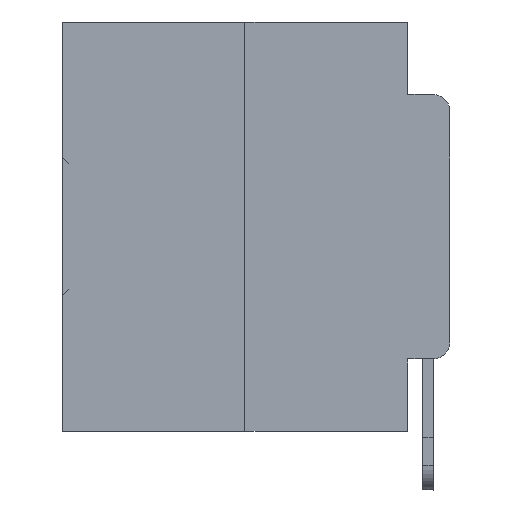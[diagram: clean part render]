
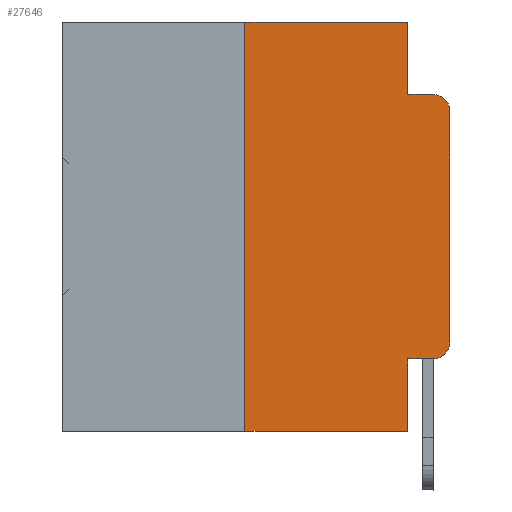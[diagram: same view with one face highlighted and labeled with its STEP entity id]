
A CAD part, left-side view. The second image highlights one B-rep face of the part: STEP entity #27646.
In plain terms, the highlighted planar face has unit normal (-1, 0, 0).
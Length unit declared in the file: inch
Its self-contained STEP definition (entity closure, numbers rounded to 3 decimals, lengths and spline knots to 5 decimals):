
#112 = LINE ( 'NONE', #34082, #17169 ) ;
#181 = VECTOR ( 'NONE', #32521, 39.37008 ) ;
#661 = VERTEX_POINT ( 'NONE', #9520 ) ;
#1334 = CARTESIAN_POINT ( 'NONE',  ( 0., 0.051, -0.0885 ) ) ;
#1986 = EDGE_CURVE ( 'NONE', #661, #9339, #29396, .T. ) ;
#2079 = VECTOR ( 'NONE', #17549, 39.37008 ) ;
#2572 = PLANE ( 'NONE',  #14375 ) ;
#3724 = VERTEX_POINT ( 'NONE', #13924 ) ;
#3932 = CARTESIAN_POINT ( 'NONE',  ( 0., 0., 0. ) ) ;
#4517 = LINE ( 'NONE', #35342, #17094 ) ;
#4826 = CIRCLE ( 'NONE', #31533, 0.02 ) ;
#4828 = ORIENTED_EDGE ( 'NONE', *, *, #24419, .F. ) ;
#4995 = DIRECTION ( 'NONE',  ( 1., 0., 0. ) ) ;
#5544 = DIRECTION ( 'NONE',  ( 0., 0., -1. ) ) ;
#5951 = ORIENTED_EDGE ( 'NONE', *, *, #32486, .F. ) ;
#5988 = CARTESIAN_POINT ( 'NONE',  ( 0., 0.25, 0. ) ) ;
#6255 = CARTESIAN_POINT ( 'NONE',  ( 0., 0.051, -0.4115 ) ) ;
#7419 = EDGE_CURVE ( 'NONE', #29957, #8405, #12475, .T. ) ;
#7688 = VECTOR ( 'NONE', #32679, 39.37008 ) ;
#8405 = VERTEX_POINT ( 'NONE', #10416 ) ;
#8668 = DIRECTION ( 'NONE',  ( 0., -1., 0. ) ) ;
#8744 = ORIENTED_EDGE ( 'NONE', *, *, #26279, .T. ) ;
#9339 = VERTEX_POINT ( 'NONE', #16461 ) ;
#9520 = CARTESIAN_POINT ( 'NONE',  ( 0., 0., -0.3915 ) ) ;
#10061 = DIRECTION ( 'NONE',  ( 0., 0., -1. ) ) ;
#10416 = CARTESIAN_POINT ( 'NONE',  ( 0., 0.051, -0.5 ) ) ;
#10543 = CARTESIAN_POINT ( 'NONE',  ( 0., 0.051, 0. ) ) ;
#10918 = EDGE_CURVE ( 'NONE', #20140, #24306, #4517, .T. ) ;
#11047 = ORIENTED_EDGE ( 'NONE', *, *, #15495, .T. ) ;
#11998 = CARTESIAN_POINT ( 'NONE',  ( 0., 0.051, -0.0885 ) ) ;
#12475 = LINE ( 'NONE', #23967, #7688 ) ;
#12587 = CARTESIAN_POINT ( 'NONE',  ( 0., 0.051, -0.4115 ) ) ;
#12923 = CARTESIAN_POINT ( 'NONE',  ( 0., 0.02, -0.0885 ) ) ;
#13924 = CARTESIAN_POINT ( 'NONE',  ( 0., 0.02, -0.4115 ) ) ;
#13975 = DIRECTION ( 'NONE',  ( 0., 0., -1. ) ) ;
#14156 = CARTESIAN_POINT ( 'NONE',  ( 0., 0.02, -0.3915 ) ) ;
#14375 = AXIS2_PLACEMENT_3D ( 'NONE', #25450, #4995, #19698 ) ;
#14683 = VECTOR ( 'NONE', #23901, 39.37008 ) ;
#15345 = EDGE_LOOP ( 'NONE', ( #32681, #8744, #5951, #4828, #25798, #26862, #25327, #16996, #11047, #28503 ) ) ;
#15368 = LINE ( 'NONE', #12587, #14683 ) ;
#15495 = EDGE_CURVE ( 'NONE', #29957, #3724, #15368, .T. ) ;
#15639 = CARTESIAN_POINT ( 'NONE',  ( 0., 0.051, 0. ) ) ;
#16461 = CARTESIAN_POINT ( 'NONE',  ( 0., 0., -0.1085 ) ) ;
#16996 = ORIENTED_EDGE ( 'NONE', *, *, #7419, .F. ) ;
#17094 = VECTOR ( 'NONE', #18475, 39.37008 ) ;
#17169 = VECTOR ( 'NONE', #8668, 39.37008 ) ;
#17549 = DIRECTION ( 'NONE',  ( 0., -1., 0. ) ) ;
#17719 = EDGE_CURVE ( 'NONE', #20140, #8405, #112, .T. ) ;
#18317 = VECTOR ( 'NONE', #10061, 39.37008 ) ;
#18425 = LINE ( 'NONE', #15639, #18317 ) ;
#18475 = DIRECTION ( 'NONE',  ( 0., 0., 1. ) ) ;
#19134 = DIRECTION ( 'NONE',  ( -1., 0., 0. ) ) ;
#19369 = VERTEX_POINT ( 'NONE', #1334 ) ;
#19624 = AXIS2_PLACEMENT_3D ( 'NONE', #30453, #19134, #5544 ) ;
#19698 = DIRECTION ( 'NONE',  ( 0., 0., -1. ) ) ;
#20140 = VERTEX_POINT ( 'NONE', #22278 ) ;
#20622 = DIRECTION ( 'NONE',  ( 0., -1., 0. ) ) ;
#22278 = CARTESIAN_POINT ( 'NONE',  ( 0., 0.25, -0.5 ) ) ;
#23385 = CARTESIAN_POINT ( 'NONE',  ( 0., 0.473, 0. ) ) ;
#23749 = VERTEX_POINT ( 'NONE', #12923 ) ;
#23851 = VECTOR ( 'NONE', #20622, 39.37008 ) ;
#23901 = DIRECTION ( 'NONE',  ( 0., -1., 0. ) ) ;
#23967 = CARTESIAN_POINT ( 'NONE',  ( 0., 0.051, 0. ) ) ;
#24306 = VERTEX_POINT ( 'NONE', #5988 ) ;
#24419 = EDGE_CURVE ( 'NONE', #27989, #19369, #18425, .T. ) ;
#25327 = ORIENTED_EDGE ( 'NONE', *, *, #17719, .T. ) ;
#25450 = CARTESIAN_POINT ( 'NONE',  ( 0., 0.473, 0. ) ) ;
#25798 = ORIENTED_EDGE ( 'NONE', *, *, #27777, .F. ) ;
#26279 = EDGE_CURVE ( 'NONE', #9339, #23749, #29707, .T. ) ;
#26862 = ORIENTED_EDGE ( 'NONE', *, *, #10918, .F. ) ;
#27217 = EDGE_CURVE ( 'NONE', #3724, #661, #4826, .T. ) ;
#27646 = ADVANCED_FACE ( 'NONE', ( #28408 ), #2572, .F. ) ;
#27777 = EDGE_CURVE ( 'NONE', #24306, #27989, #28965, .T. ) ;
#27989 = VERTEX_POINT ( 'NONE', #10543 ) ;
#28408 = FACE_OUTER_BOUND ( 'NONE', #15345, .T. ) ;
#28503 = ORIENTED_EDGE ( 'NONE', *, *, #27217, .T. ) ;
#28965 = LINE ( 'NONE', #23385, #23851 ) ;
#29396 = LINE ( 'NONE', #3932, #181 ) ;
#29707 = CIRCLE ( 'NONE', #19624, 0.02 ) ;
#29957 = VERTEX_POINT ( 'NONE', #6255 ) ;
#30453 = CARTESIAN_POINT ( 'NONE',  ( 0., 0.02, -0.1085 ) ) ;
#30784 = LINE ( 'NONE', #11998, #2079 ) ;
#31533 = AXIS2_PLACEMENT_3D ( 'NONE', #14156, #33453, #13975 ) ;
#32486 = EDGE_CURVE ( 'NONE', #19369, #23749, #30784, .T. ) ;
#32521 = DIRECTION ( 'NONE',  ( 0., 0., 1. ) ) ;
#32679 = DIRECTION ( 'NONE',  ( 0., 0., -1. ) ) ;
#32681 = ORIENTED_EDGE ( 'NONE', *, *, #1986, .T. ) ;
#33453 = DIRECTION ( 'NONE',  ( -1., 0., 0. ) ) ;
#34082 = CARTESIAN_POINT ( 'NONE',  ( 0., 0.473, -0.5 ) ) ;
#35342 = CARTESIAN_POINT ( 'NONE',  ( 0., 0.25, 0. ) ) ;
